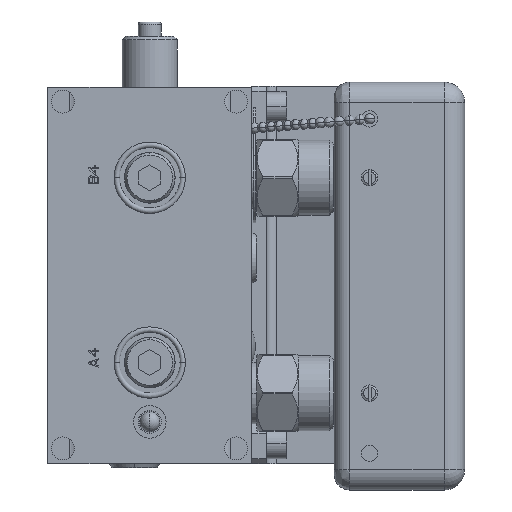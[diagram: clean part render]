
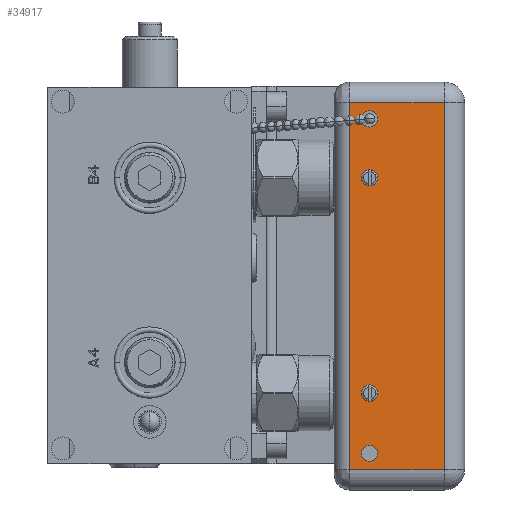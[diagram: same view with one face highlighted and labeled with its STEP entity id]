
A CAD part, front view. The second image highlights one B-rep face of the part: STEP entity #34917.
In plain terms, the highlighted face is planar.
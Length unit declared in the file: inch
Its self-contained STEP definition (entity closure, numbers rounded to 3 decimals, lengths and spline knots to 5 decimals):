
#34119=DIRECTION('',(0.,0.,-1.));
#34120=VECTOR('',#34119,4.5);
#34121=CARTESIAN_POINT('',(0.775,1.413,2.25));
#34122=LINE('',#34121,#34120);
#34123=DIRECTION('',(0.,0.,1.));
#34124=VECTOR('',#34123,4.5);
#34125=CARTESIAN_POINT('',(0.775,0.25,-2.25));
#34126=LINE('',#34125,#34124);
#34127=DIRECTION('',(0.,1.,0.));
#34128=VECTOR('',#34127,1.163);
#34129=CARTESIAN_POINT('',(0.775,0.25,2.25));
#34130=LINE('',#34129,#34128);
#34131=CARTESIAN_POINT('',(0.775,1.165,-1.328));
#34132=DIRECTION('',(1.,0.,0.));
#34133=DIRECTION('',(0.,-1.,0.));
#34134=AXIS2_PLACEMENT_3D('',#34131,#34132,#34133);
#34136=CARTESIAN_POINT('',(0.775,1.165,-1.328));
#34137=DIRECTION('',(1.,0.,0.));
#34138=DIRECTION('',(0.,1.,0.));
#34139=AXIS2_PLACEMENT_3D('',#34136,#34137,#34138);
#34141=CARTESIAN_POINT('',(0.775,1.165,1.312));
#34142=DIRECTION('',(1.,0.,0.));
#34143=DIRECTION('',(0.,-1.,0.));
#34144=AXIS2_PLACEMENT_3D('',#34141,#34142,#34143);
#34146=CARTESIAN_POINT('',(0.775,1.165,1.312));
#34147=DIRECTION('',(1.,0.,0.));
#34148=DIRECTION('',(0.,1.,0.));
#34149=AXIS2_PLACEMENT_3D('',#34146,#34147,#34148);
#34151=CARTESIAN_POINT('',(0.775,1.165,-2.05));
#34152=DIRECTION('',(-1.,0.,0.));
#34153=DIRECTION('',(0.,-1.,0.));
#34154=AXIS2_PLACEMENT_3D('',#34151,#34152,#34153);
#34156=CARTESIAN_POINT('',(0.775,1.165,-2.05));
#34157=DIRECTION('',(-1.,0.,0.));
#34158=DIRECTION('',(0.,1.,0.));
#34159=AXIS2_PLACEMENT_3D('',#34156,#34157,#34158);
#34161=CARTESIAN_POINT('',(0.775,1.165,2.05));
#34162=DIRECTION('',(-1.,0.,0.));
#34163=DIRECTION('',(0.,-1.,0.));
#34164=AXIS2_PLACEMENT_3D('',#34161,#34162,#34163);
#34166=CARTESIAN_POINT('',(0.775,1.165,2.05));
#34167=DIRECTION('',(-1.,0.,0.));
#34168=DIRECTION('',(0.,1.,0.));
#34169=AXIS2_PLACEMENT_3D('',#34166,#34167,#34168);
#34330=DIRECTION('',(0.,1.,0.));
#34331=VECTOR('',#34330,1.163);
#34332=CARTESIAN_POINT('',(0.775,0.25,-2.25));
#34333=LINE('',#34332,#34331);
#34585=CARTESIAN_POINT('',(0.775,0.25,-2.25));
#34587=VERTEX_POINT('',#34585);
#34592=CARTESIAN_POINT('',(0.775,0.25,2.25));
#34593=VERTEX_POINT('',#34592);
#34612=CARTESIAN_POINT('',(0.775,1.413,-2.25));
#34614=VERTEX_POINT('',#34612);
#34638=CARTESIAN_POINT('',(0.775,1.413,2.25));
#34639=VERTEX_POINT('',#34638);
#34640=CARTESIAN_POINT('',(0.775,1.0645,-1.328));
#34641=CARTESIAN_POINT('',(0.775,1.2655,-1.328));
#34642=VERTEX_POINT('',#34640);
#34643=VERTEX_POINT('',#34641);
#34648=CARTESIAN_POINT('',(0.775,1.065,-2.05));
#34649=CARTESIAN_POINT('',(0.775,1.265,-2.05));
#34650=VERTEX_POINT('',#34648);
#34651=VERTEX_POINT('',#34649);
#34656=CARTESIAN_POINT('',(0.775,1.0645,1.312));
#34657=CARTESIAN_POINT('',(0.775,1.2655,1.312));
#34658=VERTEX_POINT('',#34656);
#34659=VERTEX_POINT('',#34657);
#34712=CARTESIAN_POINT('',(0.775,1.065,2.05));
#34713=CARTESIAN_POINT('',(0.775,1.265,2.05));
#34714=VERTEX_POINT('',#34712);
#34715=VERTEX_POINT('',#34713);
#34881=CARTESIAN_POINT('',(0.775,0.,2.25));
#34882=DIRECTION('',(1.,0.,0.));
#34883=DIRECTION('',(0.,0.,-1.));
#34884=AXIS2_PLACEMENT_3D('',#34881,#34882,#34883);
#34885=PLANE('',#34884);
#34887=ORIENTED_EDGE('',*,*,#34886,.T.);
#34889=ORIENTED_EDGE('',*,*,#34888,.F.);
#34890=ORIENTED_EDGE('',*,*,#34744,.T.);
#34891=ORIENTED_EDGE('',*,*,#34771,.T.);
#34892=EDGE_LOOP('',(#34887,#34889,#34890,#34891));
#34893=FACE_OUTER_BOUND('',#34892,.F.);
#34895=ORIENTED_EDGE('',*,*,#34894,.T.);
#34897=ORIENTED_EDGE('',*,*,#34896,.T.);
#34898=EDGE_LOOP('',(#34895,#34897));
#34899=FACE_BOUND('',#34898,.F.);
#34900=ORIENTED_EDGE('',*,*,#34871,.T.);
#34902=ORIENTED_EDGE('',*,*,#34901,.T.);
#34903=EDGE_LOOP('',(#34900,#34902));
#34904=FACE_BOUND('',#34903,.F.);
#34906=ORIENTED_EDGE('',*,*,#34905,.F.);
#34908=ORIENTED_EDGE('',*,*,#34907,.F.);
#34909=EDGE_LOOP('',(#34906,#34908));
#34910=FACE_BOUND('',#34909,.F.);
#34912=ORIENTED_EDGE('',*,*,#34911,.F.);
#34914=ORIENTED_EDGE('',*,*,#34913,.F.);
#34915=EDGE_LOOP('',(#34912,#34914));
#34916=FACE_BOUND('',#34915,.F.);
#34135=CIRCLE('',#34134,0.1005);
#34140=CIRCLE('',#34139,0.1005);
#34145=CIRCLE('',#34144,0.1005);
#34150=CIRCLE('',#34149,0.1005);
#34155=CIRCLE('',#34154,0.1);
#34160=CIRCLE('',#34159,0.1);
#34165=CIRCLE('',#34164,0.1);
#34170=CIRCLE('',#34169,0.1);
#34744=EDGE_CURVE('',#34587,#34593,#34126,.T.);
#34771=EDGE_CURVE('',#34593,#34639,#34130,.T.);
#34871=EDGE_CURVE('',#34658,#34659,#34145,.T.);
#34886=EDGE_CURVE('',#34639,#34614,#34122,.T.);
#34888=EDGE_CURVE('',#34587,#34614,#34333,.T.);
#34894=EDGE_CURVE('',#34642,#34643,#34135,.T.);
#34896=EDGE_CURVE('',#34643,#34642,#34140,.T.);
#34901=EDGE_CURVE('',#34659,#34658,#34150,.T.);
#34905=EDGE_CURVE('',#34650,#34651,#34155,.T.);
#34907=EDGE_CURVE('',#34651,#34650,#34160,.T.);
#34911=EDGE_CURVE('',#34714,#34715,#34165,.T.);
#34913=EDGE_CURVE('',#34715,#34714,#34170,.T.);
#34917=ADVANCED_FACE('',(#34893,#34899,#34904,#34910,#34916),#34885,.T.);
